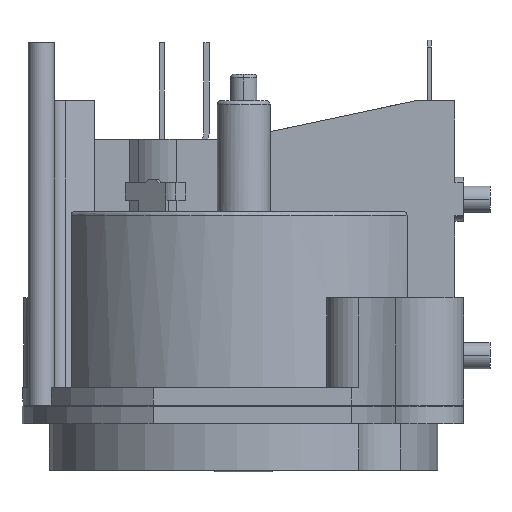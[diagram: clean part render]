
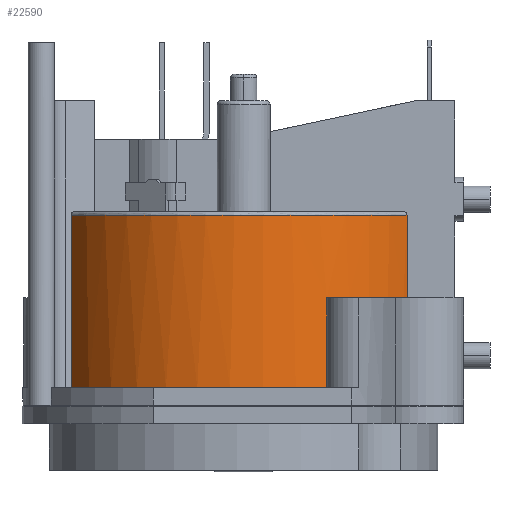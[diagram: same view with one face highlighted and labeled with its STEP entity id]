
A CAD part, left-side view. The second image highlights one B-rep face of the part: STEP entity #22590.
In plain terms, the highlighted cylindrical face has radius 11 mm (diameter 22 mm), a partial arc.
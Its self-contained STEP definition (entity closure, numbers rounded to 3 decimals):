
#10762=CARTESIAN_POINT('',(0.,0.,-9.8));
#10763=DIRECTION('',(0.,0.,-1.));
#10764=DIRECTION('',(-0.536,-0.844,0.));
#10765=AXIS2_PLACEMENT_3D('',#10762,#10763,#10764);
#10775=CARTESIAN_POINT('',(0.,0.,-9.8));
#10776=DIRECTION('',(0.,0.,-1.));
#10777=DIRECTION('',(-0.999,0.048,0.));
#10778=AXIS2_PLACEMENT_3D('',#10775,#10776,#10777);
#10780=DIRECTION('',(0.,0.,1.));
#10781=VECTOR('',#10780,9.8);
#10782=CARTESIAN_POINT('',(-5.,9.798,-19.6));
#10783=LINE('',#10782,#10781);
#10784=DIRECTION('',(0.,0.,-1.));
#10785=VECTOR('',#10784,9.8);
#10786=CARTESIAN_POINT('',(-5.9,-9.284,-9.8));
#10787=LINE('',#10786,#10785);
#10844=CARTESIAN_POINT('',(0.,0.,-19.6));
#10845=DIRECTION('',(0.,0.,-1.));
#10846=DIRECTION('',(-0.536,-0.844,0.));
#10847=AXIS2_PLACEMENT_3D('',#10844,#10845,#10846);
#17130=CARTESIAN_POINT('',(0.,0.,-19.6));
#17131=DIRECTION('',(0.,0.,-1.));
#17132=DIRECTION('',(-0.903,-0.429,0.));
#17133=AXIS2_PLACEMENT_3D('',#17130,#17131,#17132);
#17158=CARTESIAN_POINT('',(0.,0.,-14.5));
#17159=DIRECTION('',(0.,0.,-1.));
#17160=DIRECTION('',(-0.564,-0.826,0.));
#17161=AXIS2_PLACEMENT_3D('',#17158,#17159,#17160);
#17208=DIRECTION('',(0.,0.,1.));
#17209=VECTOR('',#17208,5.1);
#17210=CARTESIAN_POINT('',(-9.934,-4.724,-19.6));
#17211=LINE('',#17210,#17209);
#17240=DIRECTION('',(0.,0.,1.));
#17241=VECTOR('',#17240,5.1);
#17242=CARTESIAN_POINT('',(-6.207,-9.082,-19.6));
#17243=LINE('',#17242,#17241);
#20294=CARTESIAN_POINT('',(-5.9,-9.284,-9.8));
#20295=CARTESIAN_POINT('',(-5.9,-9.284,-19.6));
#20296=VERTEX_POINT('',#20294);
#20297=VERTEX_POINT('',#20295);
#20310=CARTESIAN_POINT('',(-10.987,0.53,-9.8));
#20311=CARTESIAN_POINT('',(-5.,9.798,-9.8));
#20312=VERTEX_POINT('',#20310);
#20313=VERTEX_POINT('',#20311);
#20314=CARTESIAN_POINT('',(-6.207,-9.082,-19.6));
#20315=VERTEX_POINT('',#20314);
#20316=CARTESIAN_POINT('',(-6.207,-9.082,-14.5));
#20317=VERTEX_POINT('',#20316);
#20318=CARTESIAN_POINT('',(-9.934,-4.724,-14.5));
#20319=VERTEX_POINT('',#20318);
#20320=CARTESIAN_POINT('',(-9.934,-4.724,-19.6));
#20321=VERTEX_POINT('',#20320);
#20322=CARTESIAN_POINT('',(-5.,9.798,-19.6));
#20323=VERTEX_POINT('',#20322);
#22567=CARTESIAN_POINT('',(0.,0.,-19.796));
#22568=DIRECTION('',(0.,0.,1.));
#22569=DIRECTION('',(0.,1.,0.));
#22570=AXIS2_PLACEMENT_3D('',#22567,#22568,#22569);
#22571=CYLINDRICAL_SURFACE('',#22570,11.);
#22572=ORIENTED_EDGE('',*,*,#22562,.T.);
#22574=ORIENTED_EDGE('',*,*,#22573,.F.);
#22576=ORIENTED_EDGE('',*,*,#22575,.F.);
#22578=ORIENTED_EDGE('',*,*,#22577,.T.);
#22580=ORIENTED_EDGE('',*,*,#22579,.F.);
#22582=ORIENTED_EDGE('',*,*,#22581,.F.);
#22584=ORIENTED_EDGE('',*,*,#22583,.F.);
#22586=ORIENTED_EDGE('',*,*,#22585,.F.);
#22587=ORIENTED_EDGE('',*,*,#22555,.T.);
#22588=EDGE_LOOP('',(#22572,#22574,#22576,#22578,#22580,#22582,#22584,#22586,
#22587));
#22589=FACE_OUTER_BOUND('',#22588,.F.);
#22590=ADVANCED_FACE('',(#22589),#22571,.F.);
#10766=CIRCLE('',#10765,11.);
#10779=CIRCLE('',#10778,11.);
#10848=CIRCLE('',#10847,11.);
#17134=CIRCLE('',#17133,11.);
#17162=CIRCLE('',#17161,11.);
#22555=EDGE_CURVE('',#20296,#20312,#10766,.T.);
#22562=EDGE_CURVE('',#20312,#20313,#10779,.T.);
#22573=EDGE_CURVE('',#20323,#20313,#10783,.T.);
#22575=EDGE_CURVE('',#20321,#20323,#17134,.T.);
#22577=EDGE_CURVE('',#20321,#20319,#17211,.T.);
#22579=EDGE_CURVE('',#20317,#20319,#17162,.T.);
#22581=EDGE_CURVE('',#20315,#20317,#17243,.T.);
#22583=EDGE_CURVE('',#20297,#20315,#10848,.T.);
#22585=EDGE_CURVE('',#20296,#20297,#10787,.T.);
